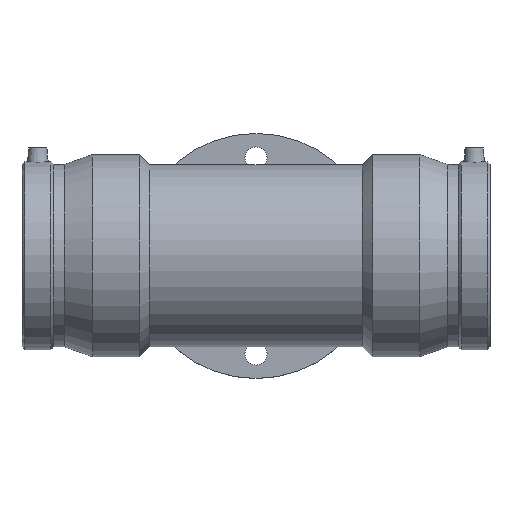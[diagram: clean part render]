
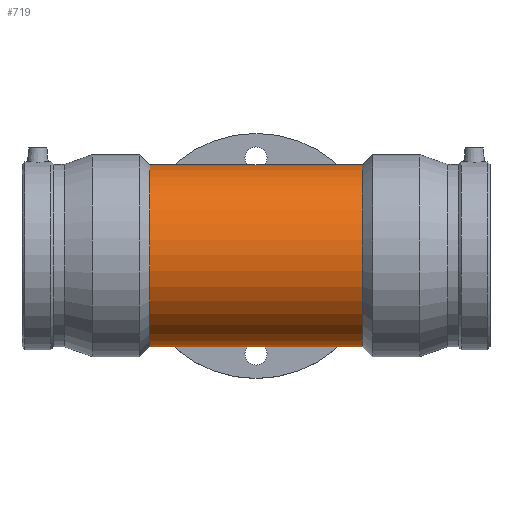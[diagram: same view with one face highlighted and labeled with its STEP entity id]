
A CAD part, top view. The second image highlights one B-rep face of the part: STEP entity #719.
In plain terms, the highlighted cylindrical face has radius 74.25 mm (diameter 148.5 mm), a full revolution.
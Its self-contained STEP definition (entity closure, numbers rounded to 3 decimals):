
#79=FACE_BOUND('',#331,.T.);
#80=FACE_BOUND('',#332,.T.);
#147=CIRCLE('',#807,74.25);
#148=CIRCLE('',#808,74.25);
#199=CYLINDRICAL_SURFACE('',#806,74.25);
#235=FACE_OUTER_BOUND('',#330,.T.);
#330=EDGE_LOOP('',(#616));
#331=EDGE_LOOP('',(#617));
#332=EDGE_LOOP('',(#618));
#416=B_SPLINE_CURVE_WITH_KNOTS('',3,(#1457,#1458,#1459,#1460,#1461,#1462,
#1463,#1464,#1465,#1466,#1467,#1468,#1469,#1470,#1471,#1472,#1473,#1474,
#1475,#1476,#1477,#1478,#1479,#1480,#1481,#1482,#1483,#1484,#1485,#1486,
#1487,#1488,#1489,#1490,#1491,#1492,#1493,#1494,#1495,#1496,#1497,#1498,
#1499,#1500,#1501,#1502,#1503,#1504,#1505,#1506,#1507,#1508,#1509,#1510,
#1511,#1512,#1513,#1514,#1515,#1516,#1517,#1518,#1519,#1520,#1521,#1522),
 .UNSPECIFIED.,.T.,.F.,(4,2,2,2,2,2,2,2,2,2,2,2,2,2,2,2,2,2,2,2,2,2,2,2,
2,2,2,2,2,2,2,2,4),(0.,0.988,1.975,2.963,
3.951,4.927,5.903,6.88,7.856,
8.832,9.808,10.785,11.761,12.748,
13.736,14.724,15.712,16.699,17.687,
18.675,19.662,20.639,21.615,22.591,
23.567,24.544,25.52,26.496,27.472,
28.46,29.448,30.436,31.423),
 .UNSPECIFIED.);
#439=VERTEX_POINT('',#1456);
#448=VERTEX_POINT('',#1549);
#449=VERTEX_POINT('',#1551);
#509=EDGE_CURVE('',#439,#439,#416,.T.);
#518=EDGE_CURVE('',#448,#448,#147,.T.);
#519=EDGE_CURVE('',#449,#449,#148,.T.);
#616=ORIENTED_EDGE('',*,*,#518,.F.);
#617=ORIENTED_EDGE('',*,*,#519,.T.);
#618=ORIENTED_EDGE('',*,*,#509,.T.);
#719=ADVANCED_FACE('',(#235,#79,#80),#199,.T.);
#806=AXIS2_PLACEMENT_3D('',#1548,#977,#978);
#807=AXIS2_PLACEMENT_3D('',#1550,#979,#980);
#808=AXIS2_PLACEMENT_3D('',#1552,#981,#982);
#977=DIRECTION('center_axis',(1.,0.,0.));
#978=DIRECTION('ref_axis',(0.,1.,0.));
#979=DIRECTION('center_axis',(1.,0.,0.));
#980=DIRECTION('ref_axis',(0.,0.,-1.));
#981=DIRECTION('center_axis',(1.,0.,0.));
#982=DIRECTION('ref_axis',(0.,0.,-1.));
#1456=CARTESIAN_POINT('',(0.,50.,-54.891));
#1457=CARTESIAN_POINT('Ctrl Pts',(0.,50.,-54.891));
#1458=CARTESIAN_POINT('Ctrl Pts',(-3.292,50.,-54.891));
#1459=CARTESIAN_POINT('Ctrl Pts',(-6.634,49.67,-55.197));
#1460=CARTESIAN_POINT('Ctrl Pts',(-13.182,48.346,-56.36));
#1461=CARTESIAN_POINT('Ctrl Pts',(-16.391,47.353,-57.214));
#1462=CARTESIAN_POINT('Ctrl Pts',(-22.489,44.78,-59.25));
#1463=CARTESIAN_POINT('Ctrl Pts',(-25.385,43.198,-60.43));
#1464=CARTESIAN_POINT('Ctrl Pts',(-30.731,39.573,-62.863));
#1465=CARTESIAN_POINT('Ctrl Pts',(-33.181,37.529,-64.115));
#1466=CARTESIAN_POINT('Ctrl Pts',(-37.504,33.206,-66.456));
#1467=CARTESIAN_POINT('Ctrl Pts',(-39.543,30.77,-67.636));
#1468=CARTESIAN_POINT('Ctrl Pts',(-43.176,25.422,-69.822));
#1469=CARTESIAN_POINT('Ctrl Pts',(-44.77,22.51,-70.827));
#1470=CARTESIAN_POINT('Ctrl Pts',(-47.359,16.376,-72.491));
#1471=CARTESIAN_POINT('Ctrl Pts',(-48.357,13.147,-73.152));
#1472=CARTESIAN_POINT('Ctrl Pts',(-49.677,6.586,-74.031));
#1473=CARTESIAN_POINT('Ctrl Pts',(-50.,3.254,-74.25));
#1474=CARTESIAN_POINT('Ctrl Pts',(-50.,-3.254,-74.25));
#1475=CARTESIAN_POINT('Ctrl Pts',(-49.677,-6.586,-74.031));
#1476=CARTESIAN_POINT('Ctrl Pts',(-48.357,-13.147,-73.152));
#1477=CARTESIAN_POINT('Ctrl Pts',(-47.359,-16.376,-72.491));
#1478=CARTESIAN_POINT('Ctrl Pts',(-44.77,-22.51,-70.827));
#1479=CARTESIAN_POINT('Ctrl Pts',(-43.176,-25.422,-69.822));
#1480=CARTESIAN_POINT('Ctrl Pts',(-39.543,-30.77,-67.636));
#1481=CARTESIAN_POINT('Ctrl Pts',(-37.504,-33.206,-66.456));
#1482=CARTESIAN_POINT('Ctrl Pts',(-33.181,-37.529,-64.115));
#1483=CARTESIAN_POINT('Ctrl Pts',(-30.731,-39.573,-62.863));
#1484=CARTESIAN_POINT('Ctrl Pts',(-25.385,-43.198,-60.43));
#1485=CARTESIAN_POINT('Ctrl Pts',(-22.489,-44.78,-59.25));
#1486=CARTESIAN_POINT('Ctrl Pts',(-16.391,-47.353,-57.214));
#1487=CARTESIAN_POINT('Ctrl Pts',(-13.182,-48.346,-56.36));
#1488=CARTESIAN_POINT('Ctrl Pts',(-6.634,-49.67,-55.197));
#1489=CARTESIAN_POINT('Ctrl Pts',(-3.292,-50.,-54.891));
#1490=CARTESIAN_POINT('Ctrl Pts',(3.292,-50.,-54.891));
#1491=CARTESIAN_POINT('Ctrl Pts',(6.634,-49.67,-55.197));
#1492=CARTESIAN_POINT('Ctrl Pts',(13.182,-48.346,-56.36));
#1493=CARTESIAN_POINT('Ctrl Pts',(16.391,-47.353,-57.214));
#1494=CARTESIAN_POINT('Ctrl Pts',(22.489,-44.78,-59.25));
#1495=CARTESIAN_POINT('Ctrl Pts',(25.385,-43.198,-60.43));
#1496=CARTESIAN_POINT('Ctrl Pts',(30.731,-39.573,-62.863));
#1497=CARTESIAN_POINT('Ctrl Pts',(33.181,-37.529,-64.115));
#1498=CARTESIAN_POINT('Ctrl Pts',(37.504,-33.206,-66.456));
#1499=CARTESIAN_POINT('Ctrl Pts',(39.543,-30.77,-67.636));
#1500=CARTESIAN_POINT('Ctrl Pts',(43.176,-25.422,-69.822));
#1501=CARTESIAN_POINT('Ctrl Pts',(44.77,-22.51,-70.827));
#1502=CARTESIAN_POINT('Ctrl Pts',(47.359,-16.376,-72.491));
#1503=CARTESIAN_POINT('Ctrl Pts',(48.357,-13.147,-73.152));
#1504=CARTESIAN_POINT('Ctrl Pts',(49.677,-6.586,-74.031));
#1505=CARTESIAN_POINT('Ctrl Pts',(50.,-3.254,-74.25));
#1506=CARTESIAN_POINT('Ctrl Pts',(50.,3.254,-74.25));
#1507=CARTESIAN_POINT('Ctrl Pts',(49.677,6.586,-74.031));
#1508=CARTESIAN_POINT('Ctrl Pts',(48.357,13.147,-73.152));
#1509=CARTESIAN_POINT('Ctrl Pts',(47.359,16.376,-72.491));
#1510=CARTESIAN_POINT('Ctrl Pts',(44.77,22.51,-70.827));
#1511=CARTESIAN_POINT('Ctrl Pts',(43.176,25.422,-69.822));
#1512=CARTESIAN_POINT('Ctrl Pts',(39.543,30.77,-67.636));
#1513=CARTESIAN_POINT('Ctrl Pts',(37.504,33.206,-66.456));
#1514=CARTESIAN_POINT('Ctrl Pts',(33.181,37.529,-64.115));
#1515=CARTESIAN_POINT('Ctrl Pts',(30.731,39.573,-62.863));
#1516=CARTESIAN_POINT('Ctrl Pts',(25.385,43.198,-60.43));
#1517=CARTESIAN_POINT('Ctrl Pts',(22.489,44.78,-59.25));
#1518=CARTESIAN_POINT('Ctrl Pts',(16.391,47.353,-57.214));
#1519=CARTESIAN_POINT('Ctrl Pts',(13.182,48.346,-56.36));
#1520=CARTESIAN_POINT('Ctrl Pts',(6.634,49.67,-55.197));
#1521=CARTESIAN_POINT('Ctrl Pts',(3.292,50.,-54.891));
#1522=CARTESIAN_POINT('Ctrl Pts',(0.,50.,-54.891));
#1548=CARTESIAN_POINT('Origin',(0.,0.,0.));
#1549=CARTESIAN_POINT('',(86.905,74.25,0.));
#1550=CARTESIAN_POINT('Origin',(86.905,0.,0.));
#1551=CARTESIAN_POINT('',(-86.905,74.25,0.));
#1552=CARTESIAN_POINT('Origin',(-86.905,0.,0.));
